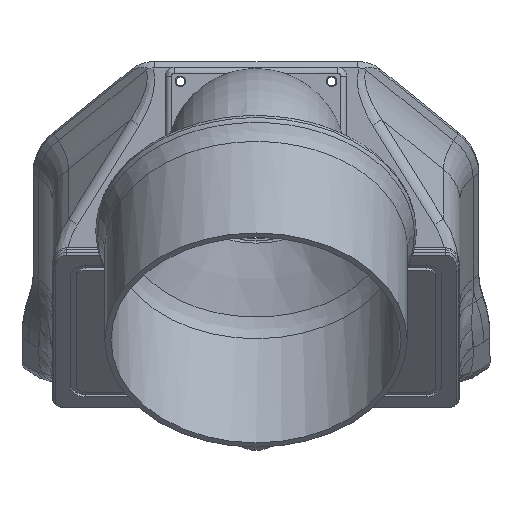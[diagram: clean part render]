
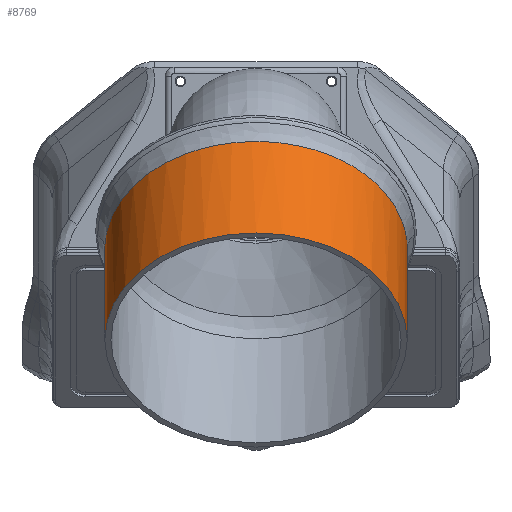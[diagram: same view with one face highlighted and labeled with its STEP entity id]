
A CAD part, top view. The second image highlights one B-rep face of the part: STEP entity #8769.
In plain terms, the highlighted cylindrical face has radius 50 mm (diameter 100 mm), a full revolution.
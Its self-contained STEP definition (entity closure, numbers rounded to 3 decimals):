
#1103=FACE_OUTER_BOUND('',#1642,.T.);
#1642=EDGE_LOOP('',(#8070,#8071,#8072,#8073,#8074,#8075));
#1999=CIRCLE('',#9657,50.);
#2294=B_SPLINE_CURVE_WITH_KNOTS('',3,(#29408,#29409,#29410,#29411,#29412,
#29413,#29414,#29415,#29416,#29417,#29418,#29419,#29420,#29421,#29422,#29423,
#29424,#29425,#29426,#29427,#29428,#29429),.UNSPECIFIED.,.F.,.F.,(4,1,1,
1,1,1,1,1,1,1,1,1,1,1,1,1,1,1,1,4),(-37.473,-36.134,
-34.796,-33.458,-32.789,-32.119,
-30.335,-29.889,-29.443,-28.551,
-26.766,-26.097,-25.428,-24.09,
-23.42,-22.751,-21.413,-20.744,
-20.075,-18.736),.UNSPECIFIED.);
#2318=B_SPLINE_CURVE_WITH_KNOTS('',3,(#31005,#31006,#31007,#31008),
 .UNSPECIFIED.,.F.,.F.,(4,4),(-18.736,-18.731),
 .UNSPECIFIED.);
#2319=B_SPLINE_CURVE_WITH_KNOTS('',3,(#31009,#31010,#31011,#31012,#31013,
#31014,#31015,#31016,#31017,#31018,#31019,#31020,#31021,#31022,#31023,#31024,
#31025,#31026,#31027,#31028,#31029,#31030,#31031),.UNSPECIFIED.,.F.,.F.,
(4,1,1,1,1,1,1,1,1,1,1,1,1,1,1,1,1,1,1,1,4),(-18.731,-18.067,
-17.398,-16.729,-16.06,-14.721,
-14.052,-13.383,-12.491,-10.706,
-9.814,-8.922,-8.03,-7.361,
-6.692,-5.353,-4.015,-2.677,
-2.007,-1.338,0.),.UNSPECIFIED.);
#2815=LINE('',#31037,#3315);
#3315=VECTOR('',#11838,50.);
#4073=VERTEX_POINT('',#29401);
#4075=VERTEX_POINT('',#29407);
#4157=VERTEX_POINT('',#31004);
#4158=VERTEX_POINT('',#31035);
#5340=EDGE_CURVE('',#4073,#4075,#2294,.T.);
#5466=EDGE_CURVE('',#4075,#4157,#2318,.T.);
#5467=EDGE_CURVE('',#4157,#4073,#2319,.T.);
#5469=EDGE_CURVE('',#4158,#4158,#1999,.T.);
#5470=EDGE_CURVE('',#4158,#4157,#2815,.T.);
#8070=ORIENTED_EDGE('',*,*,#5469,.F.);
#8071=ORIENTED_EDGE('',*,*,#5470,.T.);
#8072=ORIENTED_EDGE('',*,*,#5466,.F.);
#8073=ORIENTED_EDGE('',*,*,#5340,.F.);
#8074=ORIENTED_EDGE('',*,*,#5467,.F.);
#8075=ORIENTED_EDGE('',*,*,#5470,.F.);
#8271=CYLINDRICAL_SURFACE('',#9656,50.);
#8769=ADVANCED_FACE('',(#1103),#8271,.T.);
#9656=AXIS2_PLACEMENT_3D('',#31034,#11834,#11835);
#9657=AXIS2_PLACEMENT_3D('',#31036,#11836,#11837);
#11834=DIRECTION('center_axis',(-1.,0.,0.));
#11835=DIRECTION('ref_axis',(0.,-1.,0.));
#11836=DIRECTION('center_axis',(-1.,0.,0.));
#11837=DIRECTION('ref_axis',(0.,-1.,0.));
#11838=DIRECTION('',(1.,0.,0.));
#29401=CARTESIAN_POINT('',(23.185,10.,-32.712));
#29407=CARTESIAN_POINT('',(23.185,110.,-32.753));
#29408=CARTESIAN_POINT('Ctrl Pts',(23.185,10.,-32.712));
#29409=CARTESIAN_POINT('Ctrl Pts',(23.185,10.,-36.43));
#29410=CARTESIAN_POINT('Ctrl Pts',(23.185,10.84,-43.899));
#29411=CARTESIAN_POINT('Ctrl Pts',(23.185,14.528,-54.489));
#29412=CARTESIAN_POINT('Ctrl Pts',(23.185,19.523,-62.488));
#29413=CARTESIAN_POINT('Ctrl Pts',(23.185,24.526,-68.094));
#29414=CARTESIAN_POINT('Ctrl Pts',(23.185,30.987,-73.898));
#29415=CARTESIAN_POINT('Ctrl Pts',(23.185,38.146,-78.049));
#29416=CARTESIAN_POINT('Ctrl Pts',(23.185,45.161,-80.507));
#29417=CARTESIAN_POINT('Ctrl Pts',(23.185,49.986,-81.813));
#29418=CARTESIAN_POINT('Ctrl Pts',(23.185,58.679,-83.129));
#29419=CARTESIAN_POINT('Ctrl Pts',(23.185,68.048,-82.445));
#29420=CARTESIAN_POINT('Ctrl Pts',(23.185,76.513,-80.018));
#29421=CARTESIAN_POINT('Ctrl Pts',(23.185,83.389,-77.179));
#29422=CARTESIAN_POINT('Ctrl Pts',(23.185,89.801,-73.17));
#29423=CARTESIAN_POINT('Ctrl Pts',(23.185,95.396,-68.172));
#29424=CARTESIAN_POINT('Ctrl Pts',(23.185,100.368,-62.63));
#29425=CARTESIAN_POINT('Ctrl Pts',(23.185,104.418,-56.203));
#29426=CARTESIAN_POINT('Ctrl Pts',(23.185,107.27,-49.32));
#29427=CARTESIAN_POINT('Ctrl Pts',(23.185,109.359,-42.126));
#29428=CARTESIAN_POINT('Ctrl Pts',(23.185,109.997,-36.479));
#29429=CARTESIAN_POINT('Ctrl Pts',(23.185,110.,-32.753));
#31004=CARTESIAN_POINT('',(23.185,110.,-32.712));
#31005=CARTESIAN_POINT('Ctrl Pts',(23.185,110.,-32.753));
#31006=CARTESIAN_POINT('Ctrl Pts',(23.185,110.,-32.739));
#31007=CARTESIAN_POINT('Ctrl Pts',(23.185,110.,-32.726));
#31008=CARTESIAN_POINT('Ctrl Pts',(23.185,110.,-32.712));
#31009=CARTESIAN_POINT('Ctrl Pts',(23.185,110.,-32.712));
#31010=CARTESIAN_POINT('Ctrl Pts',(23.185,110.,-30.862));
#31011=CARTESIAN_POINT('Ctrl Pts',(23.185,109.794,-27.153));
#31012=CARTESIAN_POINT('Ctrl Pts',(23.185,108.861,-21.606));
#31013=CARTESIAN_POINT('Ctrl Pts',(23.185,107.298,-16.182));
#31014=CARTESIAN_POINT('Ctrl Pts',(23.185,104.459,-9.303));
#31015=CARTESIAN_POINT('Ctrl Pts',(23.185,100.439,-2.887));
#31016=CARTESIAN_POINT('Ctrl Pts',(23.185,95.446,2.698));
#31017=CARTESIAN_POINT('Ctrl Pts',(23.185,90.824,6.842));
#31018=CARTESIAN_POINT('Ctrl Pts',(23.185,83.02,12.165));
#31019=CARTESIAN_POINT('Ctrl Pts',(23.185,73.705,15.828));
#31020=CARTESIAN_POINT('Ctrl Pts',(23.185,63.744,17.336));
#31021=CARTESIAN_POINT('Ctrl Pts',(23.185,56.298,17.335));
#31022=CARTESIAN_POINT('Ctrl Pts',(23.185,49.469,16.318));
#31023=CARTESIAN_POINT('Ctrl Pts',(23.185,43.448,14.577));
#31024=CARTESIAN_POINT('Ctrl Pts',(23.185,36.574,11.74));
#31025=CARTESIAN_POINT('Ctrl Pts',(23.185,28.543,6.691));
#31026=CARTESIAN_POINT('Ctrl Pts',(23.185,20.61,-1.236));
#31027=CARTESIAN_POINT('Ctrl Pts',(23.185,15.558,-9.265));
#31028=CARTESIAN_POINT('Ctrl Pts',(23.185,12.718,-16.141));
#31029=CARTESIAN_POINT('Ctrl Pts',(23.185,10.628,-23.357));
#31030=CARTESIAN_POINT('Ctrl Pts',(23.185,10.,-28.995));
#31031=CARTESIAN_POINT('Ctrl Pts',(23.185,10.,-32.712));
#31034=CARTESIAN_POINT('Origin',(30.327,60.,-32.712));
#31035=CARTESIAN_POINT('',(-19.673,110.,-32.712));
#31036=CARTESIAN_POINT('Origin',(-19.673,60.,-32.712));
#31037=CARTESIAN_POINT('',(30.327,110.,-32.712));
